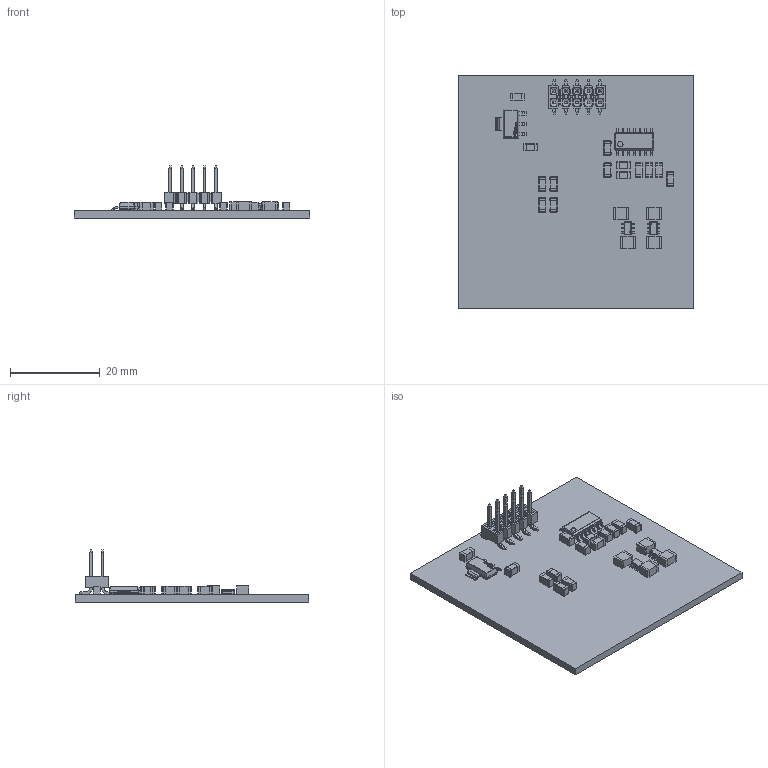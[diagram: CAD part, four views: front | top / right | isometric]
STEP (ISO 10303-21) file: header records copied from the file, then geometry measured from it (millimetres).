
FILE_DESCRIPTION(('Open CASCADE Model'),'2;1');
FILE_NAME('Open CASCADE Shape Model','2024-04-06T14:20:29',('Author'),( 'Open CASCADE'),'Open CASCADE STEP processor 6.8','Open CASCADE 6.8' ,'Unknown');
FILE_SCHEMA(('AUTOMOTIVE_DESIGN { 1 0 10303 214 1 1 1 1 }'));
Length unit declared in the file: millimetre
Products named in the file (49): PCB; Board; Open CASCADE STEP translator 6.8 1.1.1; U4; DBV0006AakaMF06A; BODY_MF06A; LEAD_MF06A; U3; U2; SOIC-14akaD0014AakaM14A; M14A_ASM_33_ASM; BODY_M14A_20; LEAD_M14A_46; U1; IC_Texas_Instruments_UA78M33CDCY_eec; BODY-SOT; LEAD-SOT; LEAD-SOT-WIDE; Texas_Logo_Yury; Texas_Logo_Yury_-_Copy; P1; 6053300368; C18; 6053295568; C17; 6053296768; C16; C15; C14; 6173260000; Extruded; 6173260240; C13; C12; C11; C10; 6053296608; C9; 6053298448; C8 ...
Assembly tree (88 placements, depth 5):
  PCB
    Board
      Open CASCADE STEP translator 6.8 1.1.1
    U4
      DBV0006AakaMF06A
        BODY_MF06A
        LEAD_MF06A  x6
    U3
      DBV0006AakaMF06A
        BODY_MF06A
        LEAD_MF06A  x6
    U2
      SOIC-14akaD0014AakaM14A
        M14A_ASM_33_ASM
          BODY_M14A_20
          LEAD_M14A_46  x14
    U1
      IC_Texas_Instruments_UA78M33CDCY_eec
        BODY-SOT
        LEAD-SOT  x3
        LEAD-SOT-WIDE
        Texas_Logo_Yury
        Texas_Logo_Yury_-_Copy
    P1
      6053300368
    C18
      6053295568
    C17
      6053296768
    C16
      6053295568
    C15
      6053296768
    C14
      6173260000  x2
        Extruded
      6173260240
        Extruded
    C13
      6173260000  x2
        Extruded
      6173260240
        Extruded
    C12
      6053295568
    C11
      6053296768
    C10
      6053296608
    C9
      6053298448
    C8
      6173260000  x2
        Extruded
      6173260240
        Extruded
    C7
      6173260000  x2
        Extruded
      6173260240
Bounding box: 52.5 x 52.1 x 11.6 mm (x, y, z)
Volume: 5087.8 mm3; surface area: 7495.8 mm2
Topology: 118 solids, 118 shells, 2185 faces, 5296 edges, 3246 vertices
Faces by surface type: plane 1358, cylinder 515, bspline 166, sphere 146
Full cylindrical faces by diameter (mm): 0.254 x2
Entity records: 40438 total; most frequent: CARTESIAN_POINT 9368, ORIENTED_EDGE 6346, DIRECTION 5664, EDGE_CURVE 3173, LINE 2420, VECTOR 2420, VERTEX_POINT 1988, AXIS2_PLACEMENT_3D 1622
